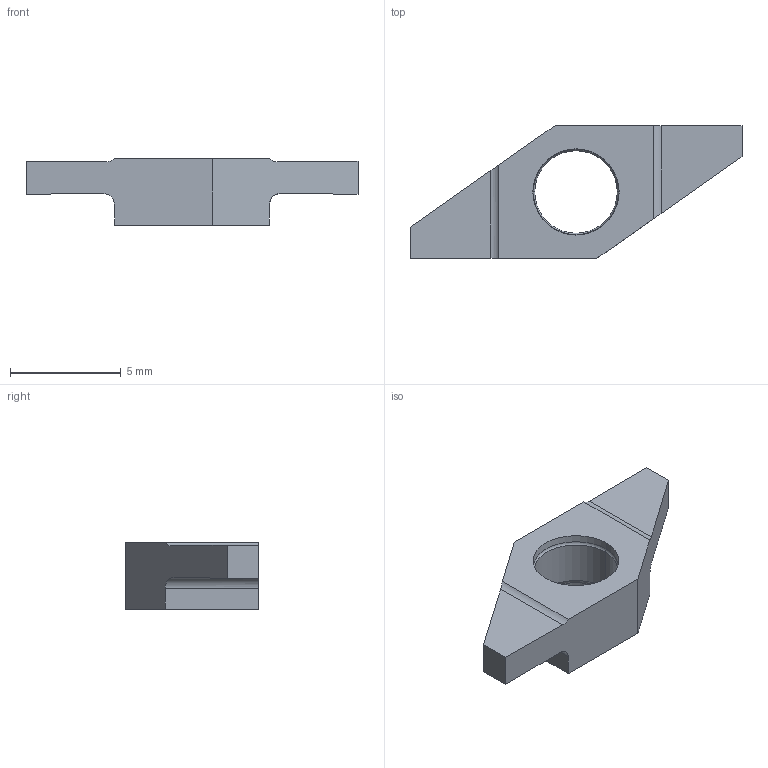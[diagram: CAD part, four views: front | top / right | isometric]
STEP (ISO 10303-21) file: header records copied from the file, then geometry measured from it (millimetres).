
FILE_DESCRIPTION (( 'STEP AP203' ), '1' );
FILE_NAME ('-CUT-311-09.step', '2014-03-05T10:25:29', ( '' ), ( '' ), 'SwSTEP 2.0', 'SolidWorks 2013', '' );
FILE_SCHEMA (( 'CONFIG_CONTROL_DESIGN' ));
Length unit declared in the file: millimetre
Products named in the file (1): -CUT-311-09
Bounding box: 15 x 6 x 3 mm (x, y, z)
Volume: 112.2 mm3; surface area: 218.3 mm2
Topology: 1 solids, 1 shells, 28 faces, 70 edges, 44 vertices
Faces by surface type: plane 14, cylinder 6, torus 4, cone 4
Entity records: 911 total; most frequent: CARTESIAN_POINT 155, DIRECTION 144, ORIENTED_EDGE 140, EDGE_CURVE 70, AXIS2_PLACEMENT_3D 49, LINE 46, VECTOR 46, VERTEX_POINT 44
